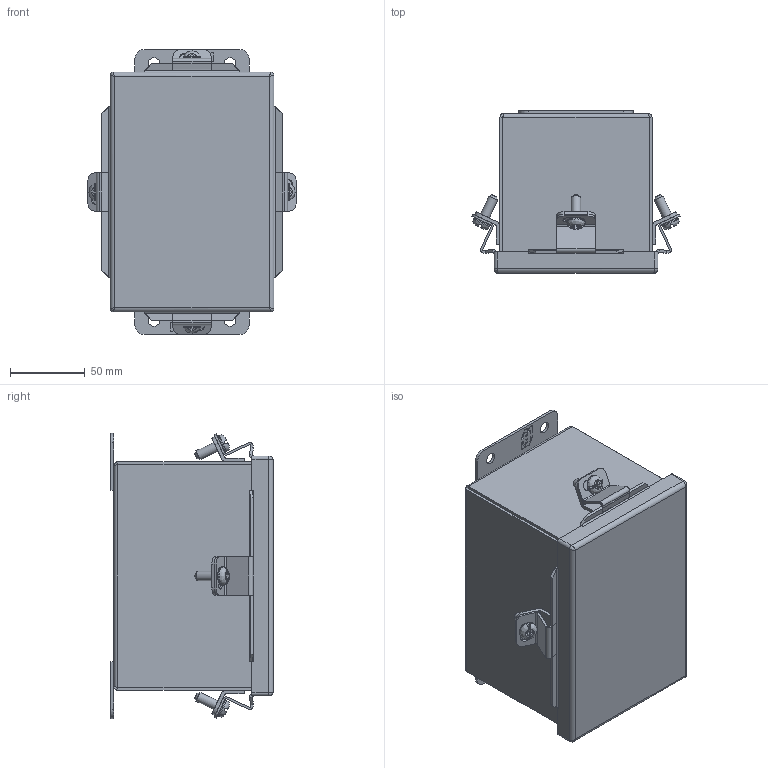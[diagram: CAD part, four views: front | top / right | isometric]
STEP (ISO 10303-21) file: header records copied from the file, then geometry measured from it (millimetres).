
FILE_DESCRIPTION (( 'STEP AP214' ), '1' );
FILE_NAME ('1414N4SSC4.STEP', '2019-09-18T21:39:04', ( '' ), ( '' ), 'SwSTEP 2.0', 'SolidWorks 2018', '' );
FILE_SCHEMA (( 'AUTOMOTIVE_DESIGN' ));
Length unit declared in the file: inch
Products named in the file (1): 1414N4SSC4
Bounding box: 139.06 x 108.43 x 190.5 mm (x, y, z)
Volume: 244664.6 mm3; surface area: 268042.6 mm2
Topology: 24 solids, 25 shells, 655 faces, 1644 edges, 1036 vertices
Faces by surface type: plane 411, cylinder 168, cone 40, bspline 36
Full cylindrical faces by diameter (mm): 3.967 x4, 4.826 x2, 5.41 x4, 6.35 x6, 6.731 x4, 7.938 x4, 9.525 x4, 12.192 x4
Entity records: 30341 total; most frequent: CARTESIAN_POINT 7352, ORIENTED_EDGE 3120, DIRECTION 2968, EDGE_CURVE 1560, LINE 1080, VECTOR 1080, VERTEX_POINT 1020, AXIS2_PLACEMENT_3D 944
